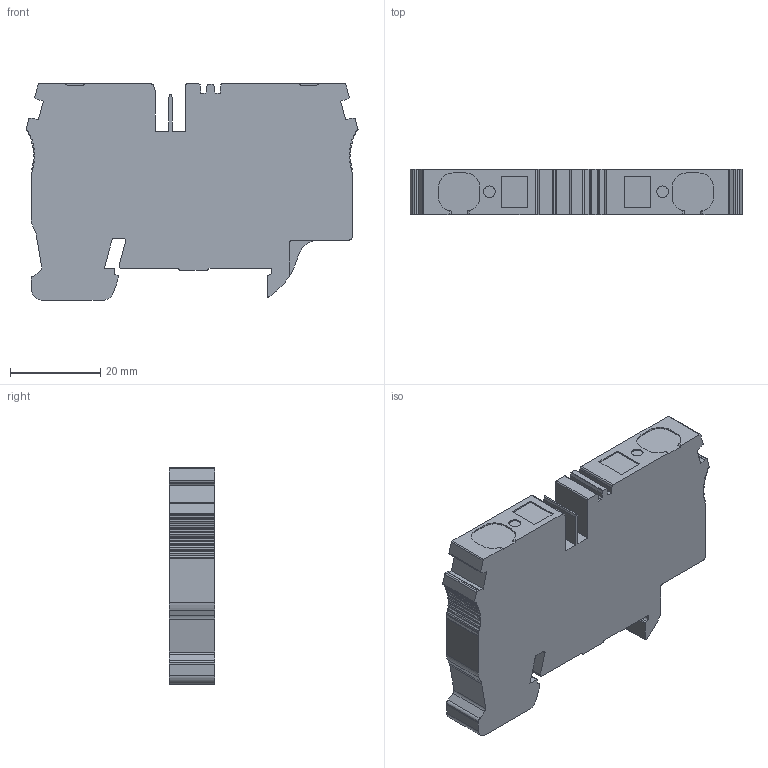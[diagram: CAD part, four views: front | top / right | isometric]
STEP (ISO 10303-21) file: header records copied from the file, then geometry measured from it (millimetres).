
FILE_DESCRIPTION(/* description */ ('Unknown'),/* implementation_level */ '2;1');
FILE_NAME(/* name */ 'SGQ10-S',/* time_stamp */ '2021-04-06T17:00:50+06:00',/* author */ ('Unknown'),/* organization */ ('Unknown'),/* preprocessor_version */ 'ST-DEVELOPER v16.7',/* originating_system */ 'DEX',/* authorisation */ $);
FILE_SCHEMA (('AUTOMOTIVE_DESIGN {1 0 10303 214 3 1 1}'));
Length unit declared in the file: millimetre
Products named in the file (1): Part8
Bounding box: 73.74 x 10 x 48 mm (x, y, z)
Volume: 28484.3 mm3; surface area: 8962 mm2
Topology: 1 solids, 1 shells, 220 faces, 642 edges, 428 vertices
Faces by surface type: cylinder 125, plane 93, bspline 2
Full cylindrical faces by diameter (mm): 2.6 x2
Entity records: 7410 total; most frequent: DIRECTION 1326, CARTESIAN_POINT 1315, ORIENTED_EDGE 1280, EDGE_CURVE 640, AXIS2_PLACEMENT_3D 471, VERTEX_POINT 428, LINE 384, VECTOR 384
